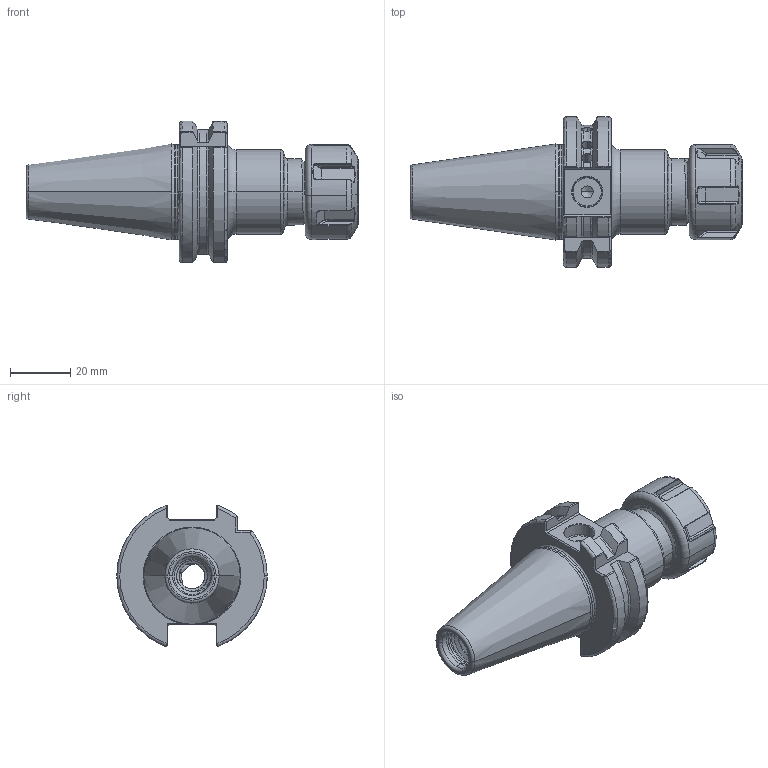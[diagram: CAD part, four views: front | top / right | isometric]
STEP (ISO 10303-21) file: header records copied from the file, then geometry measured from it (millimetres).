
FILE_DESCRIPTION (( 'STEP AP203' ), '1' );
FILE_NAME ('302.02.10.STEP', '2016-07-16T01:52:55', ( '' ), ( '' ), 'SwSTEP 2.0', 'SolidWorks 2012', '' );
FILE_SCHEMA (( 'CONFIG_CONTROL_DESIGN' ));
Length unit declared in the file: millimetre
Products named in the file (3): 302.02.10; 2-01.100.0160180C7_ER16螺帽(六溝)
Assembly tree (2 placements, depth 2):
  302.02.10
    302.02.10
    2-01.100.0160180C7_ER16螺帽(六溝)
Bounding box: 110.38 x 50 x 47.05 mm (x, y, z)
Volume: 66319.2 mm3; surface area: 22983.4 mm2
Topology: 2 solids, 2 shells, 441 faces, 1122 edges, 681 vertices
Faces by surface type: cylinder 162, plane 94, bspline 83, torus 64, cone 38
Entity records: 28567 total; most frequent: CARTESIAN_POINT 19115, ORIENTED_EDGE 2228, DIRECTION 1518, EDGE_CURVE 1114, VERTEX_POINT 681, AXIS2_PLACEMENT_3D 588, EDGE_LOOP 449, ADVANCED_FACE 441
